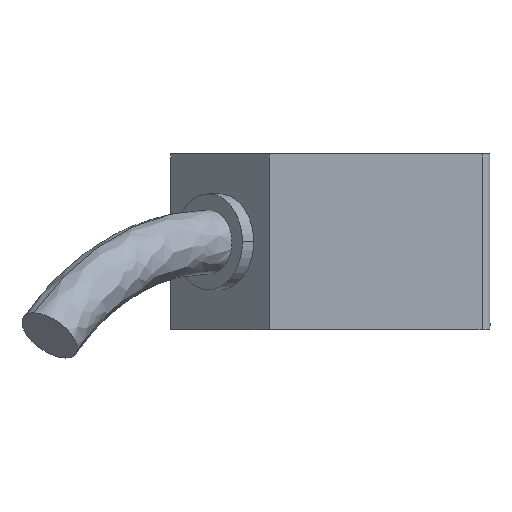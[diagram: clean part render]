
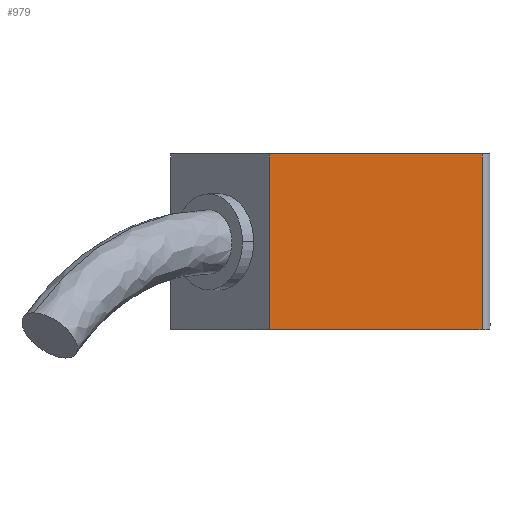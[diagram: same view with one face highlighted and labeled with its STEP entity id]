
A CAD part, front view. The second image highlights one B-rep face of the part: STEP entity #979.
In plain terms, the highlighted planar face has unit normal (0, -1, 0).
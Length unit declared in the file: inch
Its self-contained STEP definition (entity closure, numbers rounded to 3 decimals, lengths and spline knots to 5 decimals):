
#16 = AXIS2_PLACEMENT_3D ( 'NONE', #1388, #1584, #555 ) ;
#27 = ORIENTED_EDGE ( 'NONE', *, *, #2162, .T. ) ;
#171 = CARTESIAN_POINT ( 'NONE',  ( 0.37402, 0., -0.21654 ) ) ;
#181 = FACE_OUTER_BOUND ( 'NONE', #638, .T. ) ;
#253 = LINE ( 'NONE', #2376, #2370 ) ;
#374 = EDGE_CURVE ( 'NONE', #2365, #1172, #1246, .T. ) ;
#470 = CARTESIAN_POINT ( 'NONE',  ( 0.37402, 0., -0.21654 ) ) ;
#544 = CARTESIAN_POINT ( 'NONE',  ( -0.15079, 0., 0.21654 ) ) ;
#555 = DIRECTION ( 'NONE',  ( 0., 0., -1. ) ) ;
#592 = ORIENTED_EDGE ( 'NONE', *, *, #760, .T. ) ;
#638 = EDGE_LOOP ( 'NONE', ( #27, #592, #1380, #1122 ) ) ;
#760 = EDGE_CURVE ( 'NONE', #1245, #1831, #253, .T. ) ;
#979 = ADVANCED_FACE ( 'NONE', ( #181 ), #2380, .T. ) ;
#1026 = DIRECTION ( 'NONE',  ( 1., 0., 0. ) ) ;
#1122 = ORIENTED_EDGE ( 'NONE', *, *, #374, .F. ) ;
#1172 = VERTEX_POINT ( 'NONE', #1808 ) ;
#1230 = VECTOR ( 'NONE', #1971, 39.37008 ) ;
#1245 = VERTEX_POINT ( 'NONE', #2640 ) ;
#1246 = LINE ( 'NONE', #2673, #2462 ) ;
#1380 = ORIENTED_EDGE ( 'NONE', *, *, #1975, .T. ) ;
#1388 = CARTESIAN_POINT ( 'NONE',  ( -0.15079, 0., -0.21654 ) ) ;
#1569 = CARTESIAN_POINT ( 'NONE',  ( -0.15079, 0., -0.21654 ) ) ;
#1584 = DIRECTION ( 'NONE',  ( 0., -1., 0. ) ) ;
#1808 = CARTESIAN_POINT ( 'NONE',  ( 0.37402, 0., 0.21654 ) ) ;
#1831 = VERTEX_POINT ( 'NONE', #470 ) ;
#1971 = DIRECTION ( 'NONE',  ( 0., 0., -1. ) ) ;
#1975 = EDGE_CURVE ( 'NONE', #1831, #1172, #2152, .T. ) ;
#2100 = LINE ( 'NONE', #1569, #1230 ) ;
#2151 = DIRECTION ( 'NONE',  ( 1., 0., 0. ) ) ;
#2152 = LINE ( 'NONE', #171, #2635 ) ;
#2162 = EDGE_CURVE ( 'NONE', #2365, #1245, #2100, .T. ) ;
#2365 = VERTEX_POINT ( 'NONE', #544 ) ;
#2370 = VECTOR ( 'NONE', #2151, 39.37008 ) ;
#2376 = CARTESIAN_POINT ( 'NONE',  ( -0.15079, 0., -0.21654 ) ) ;
#2380 = PLANE ( 'NONE',  #16 ) ;
#2422 = DIRECTION ( 'NONE',  ( 0., 0., 1. ) ) ;
#2462 = VECTOR ( 'NONE', #1026, 39.37008 ) ;
#2635 = VECTOR ( 'NONE', #2422, 39.37008 ) ;
#2640 = CARTESIAN_POINT ( 'NONE',  ( -0.15079, 0., -0.21654 ) ) ;
#2673 = CARTESIAN_POINT ( 'NONE',  ( 0.37402, 0., 0.21654 ) ) ;
